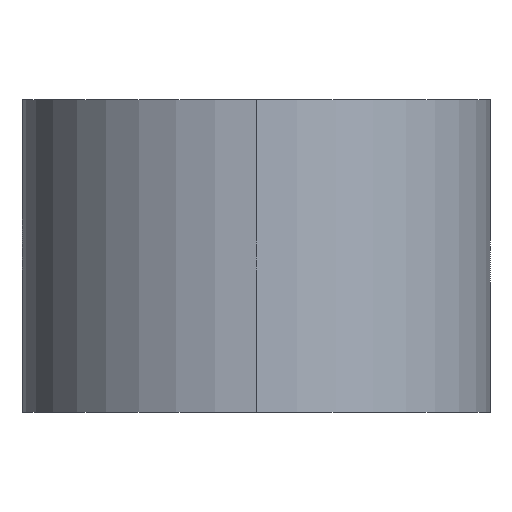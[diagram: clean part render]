
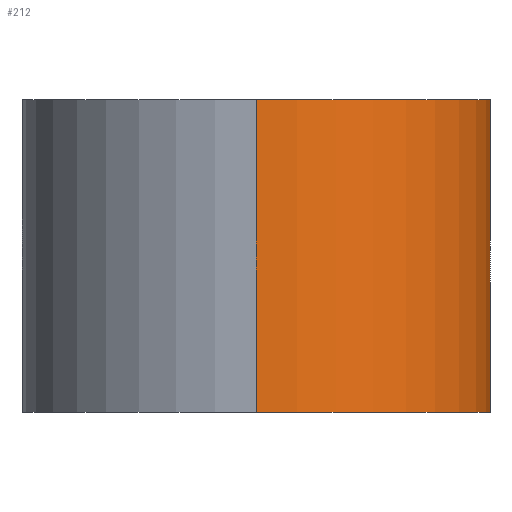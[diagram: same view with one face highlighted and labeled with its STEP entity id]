
A CAD part, left-side view. The second image highlights one B-rep face of the part: STEP entity #212.
In plain terms, the highlighted cylindrical face has radius 30 mm (diameter 60 mm), a partial arc.
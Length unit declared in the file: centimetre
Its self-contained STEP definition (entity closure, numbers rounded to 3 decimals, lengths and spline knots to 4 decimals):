
#4 = EDGE_CURVE ( 'NONE', #30, #37, #89, .T. ) ;
#18 = VECTOR ( 'NONE', #173, 100. ) ;
#29 = ORIENTED_EDGE ( 'NONE', *, *, #225, .T. ) ;
#30 = VERTEX_POINT ( 'NONE', #307 ) ;
#31 = DIRECTION ( 'NONE',  ( 0., 0., -1. ) ) ;
#37 = VERTEX_POINT ( 'NONE', #132 ) ;
#46 = DIRECTION ( 'NONE',  ( 0., 0., 1. ) ) ;
#54 = FACE_OUTER_BOUND ( 'NONE', #280, .T. ) ;
#61 = CIRCLE ( 'NONE', #199, 3. ) ;
#89 = LINE ( 'NONE', #186, #363 ) ;
#124 = AXIS2_PLACEMENT_3D ( 'NONE', #226, #46, #313 ) ;
#132 = CARTESIAN_POINT ( 'NONE',  ( -48., -3., -2. ) ) ;
#140 = DIRECTION ( 'NONE',  ( 0., 0., 1. ) ) ;
#148 = VERTEX_POINT ( 'NONE', #178 ) ;
#149 = CYLINDRICAL_SURFACE ( 'NONE', #208, 3. ) ;
#151 = EDGE_CURVE ( 'NONE', #148, #30, #61, .T. ) ;
#165 = CARTESIAN_POINT ( 'NONE',  ( -51., 0., 2. ) ) ;
#173 = DIRECTION ( 'NONE',  ( 0., 0., -1. ) ) ;
#178 = CARTESIAN_POINT ( 'NONE',  ( -51., 0., 2. ) ) ;
#186 = CARTESIAN_POINT ( 'NONE',  ( -48., -3., 2. ) ) ;
#194 = DIRECTION ( 'NONE',  ( 0., 0., -1. ) ) ;
#198 = DIRECTION ( 'NONE',  ( 1., 0., 0. ) ) ;
#199 = AXIS2_PLACEMENT_3D ( 'NONE', #255, #140, #198 ) ;
#208 = AXIS2_PLACEMENT_3D ( 'NONE', #246, #31, #216 ) ;
#211 = VERTEX_POINT ( 'NONE', #272 ) ;
#212 = ADVANCED_FACE ( 'NONE', ( #54 ), #149, .T. ) ;
#216 = DIRECTION ( 'NONE',  ( -1., 0., 0. ) ) ;
#225 = EDGE_CURVE ( 'NONE', #211, #37, #227, .T. ) ;
#226 = CARTESIAN_POINT ( 'NONE',  ( -48., 0., -2. ) ) ;
#227 = CIRCLE ( 'NONE', #124, 3. ) ;
#246 = CARTESIAN_POINT ( 'NONE',  ( -48., 0., 2. ) ) ;
#255 = CARTESIAN_POINT ( 'NONE',  ( -48., 0., 2. ) ) ;
#272 = CARTESIAN_POINT ( 'NONE',  ( -51., 0., -2. ) ) ;
#280 = EDGE_LOOP ( 'NONE', ( #294, #306, #29, #385 ) ) ;
#294 = ORIENTED_EDGE ( 'NONE', *, *, #151, .F. ) ;
#306 = ORIENTED_EDGE ( 'NONE', *, *, #378, .T. ) ;
#307 = CARTESIAN_POINT ( 'NONE',  ( -48., -3., 2. ) ) ;
#313 = DIRECTION ( 'NONE',  ( 1., 0., 0. ) ) ;
#355 = LINE ( 'NONE', #165, #18 ) ;
#363 = VECTOR ( 'NONE', #194, 100. ) ;
#378 = EDGE_CURVE ( 'NONE', #148, #211, #355, .T. ) ;
#385 = ORIENTED_EDGE ( 'NONE', *, *, #4, .F. ) ;
